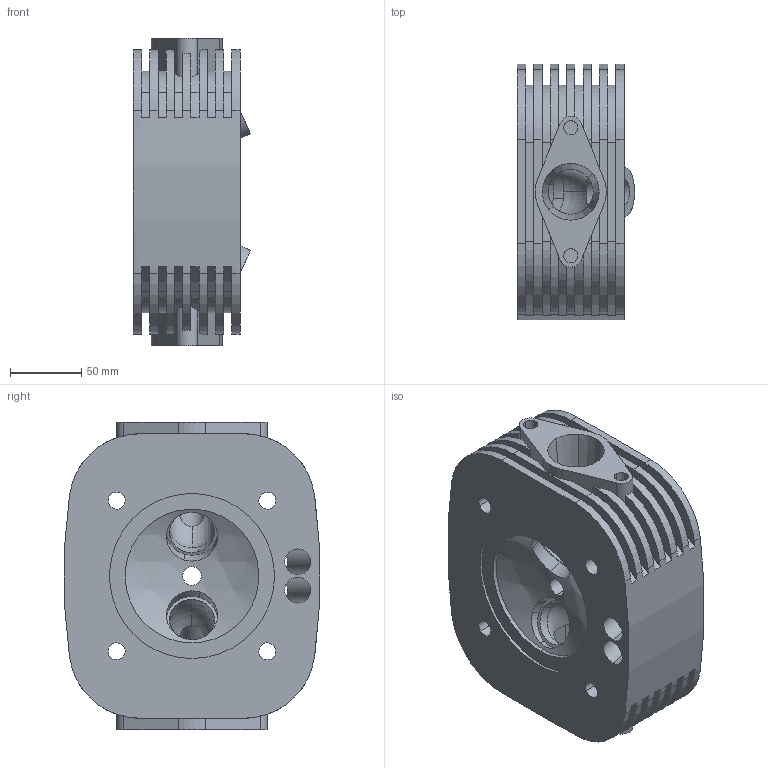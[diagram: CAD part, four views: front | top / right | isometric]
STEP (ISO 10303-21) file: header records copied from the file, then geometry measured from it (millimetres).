
FILE_DESCRIPTION(('produced by SPATIAL CORP'),'2;1');
FILE_NAME('Part52.hh.sat.stp', '2002-04-22T11:47:42+00:00',('SPATIAL CORP'),('SPATIAL CORP'), 'ACIS STEP Husk','http://www.spatial.com','SPATIAL CORP');
FILE_SCHEMA(('CONFIG_CONTROL_DESIGN'));
Length unit declared in the file: millimetre
Products named in the file (1): PRODUCT_ID_1
Bounding box: 82.4 x 179.49 x 216 mm (x, y, z)
Volume: 1868432.8 mm3; surface area: 244209 mm2
Topology: 1 solids, 1 shells, 288 faces, 796 edges, 526 vertices
Faces by surface type: cylinder 178, plane 93, cone 9, torus 5, bspline 2, sphere 1
Entity records: 9186 total; most frequent: CARTESIAN_POINT 2303, ORIENTED_EDGE 1592, DIRECTION 1276, EDGE_CURVE 796, VERTEX_POINT 526, AXIS2_PLACEMENT_3D 479, EDGE_LOOP 326, FACE_BOUND 326
